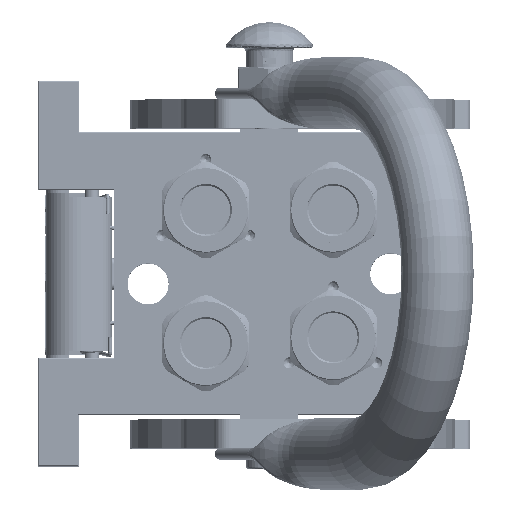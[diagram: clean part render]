
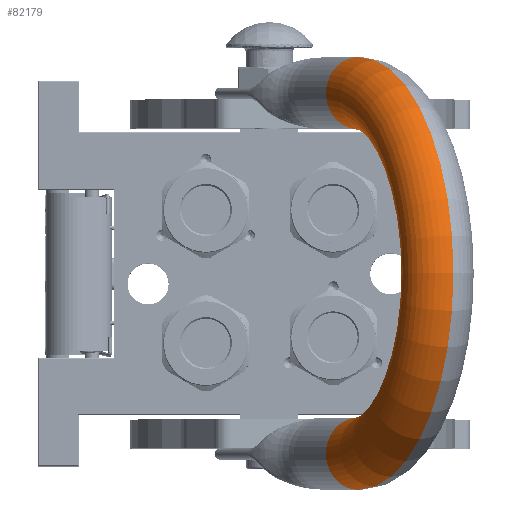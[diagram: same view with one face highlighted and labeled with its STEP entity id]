
A CAD part, top view. The second image highlights one B-rep face of the part: STEP entity #82179.
In plain terms, the highlighted toroidal (fillet/blend) face has major radius 62.25 mm and minor radius 12.5 mm.
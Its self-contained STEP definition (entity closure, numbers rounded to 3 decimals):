
#623 = DIRECTION ( 'NONE',  ( 0., 1., 0. ) ) ;
#1230 = EDGE_CURVE ( 'NONE', #21158, #125263, #95747, .T. ) ;
#9721 = DIRECTION ( 'NONE',  ( 0., 0., 1. ) ) ;
#13264 = CIRCLE ( 'NONE', #86493, 74.75 ) ;
#14293 = CARTESIAN_POINT ( 'NONE',  ( 49.75, 0., 25.25 ) ) ;
#17740 = ORIENTED_EDGE ( 'NONE', *, *, #79997, .T. ) ;
#18350 = DIRECTION ( 'NONE',  ( 0., 1., 0. ) ) ;
#18733 = AXIS2_PLACEMENT_3D ( 'NONE', #39784, #623, #126307 ) ;
#19888 = DIRECTION ( 'NONE',  ( 0., 1., 0. ) ) ;
#21158 = VERTEX_POINT ( 'NONE', #75180 ) ;
#21824 = VERTEX_POINT ( 'NONE', #64354 ) ;
#27628 = CARTESIAN_POINT ( 'NONE',  ( 0., 0., 25.25 ) ) ;
#34310 = ORIENTED_EDGE ( 'NONE', *, *, #1230, .T. ) ;
#37575 = DIRECTION ( 'NONE',  ( -1., 0., 0. ) ) ;
#39784 = CARTESIAN_POINT ( 'NONE',  ( 0., 0., 25.25 ) ) ;
#40557 = ORIENTED_EDGE ( 'NONE', *, *, #43318, .F. ) ;
#43318 = EDGE_CURVE ( 'NONE', #21824, #116823, #13264, .T. ) ;
#48994 = DIRECTION ( 'NONE',  ( -1., 0., 0. ) ) ;
#58286 = DIRECTION ( 'NONE',  ( 1., 0., 0. ) ) ;
#58435 = CARTESIAN_POINT ( 'NONE',  ( 0., 0., 25.25 ) ) ;
#64354 = CARTESIAN_POINT ( 'NONE',  ( -74.75, 0., 25.25 ) ) ;
#68171 = CARTESIAN_POINT ( 'NONE',  ( -62.25, 0., 25.25 ) ) ;
#71055 = ORIENTED_EDGE ( 'NONE', *, *, #82199, .F. ) ;
#71938 = AXIS2_PLACEMENT_3D ( 'NONE', #106913, #115378, #76671 ) ;
#74283 = FACE_OUTER_BOUND ( 'NONE', #91563, .T. ) ;
#75180 = CARTESIAN_POINT ( 'NONE',  ( -49.75, 0., 25.25 ) ) ;
#76671 = DIRECTION ( 'NONE',  ( 1., 0., 0. ) ) ;
#79997 = EDGE_CURVE ( 'NONE', #21824, #21158, #104290, .T. ) ;
#82179 = ADVANCED_FACE ( 'NONE', ( #74283 ), #89612, .T. ) ;
#82199 = EDGE_CURVE ( 'NONE', #116823, #125263, #112398, .T. ) ;
#86042 = CARTESIAN_POINT ( 'NONE',  ( 74.75, 0., 25.25 ) ) ;
#86493 = AXIS2_PLACEMENT_3D ( 'NONE', #58435, #18350, #37575 ) ;
#87427 = AXIS2_PLACEMENT_3D ( 'NONE', #27628, #19888, #58286 ) ;
#89612 = TOROIDAL_SURFACE ( 'NONE', #87427, 62.25, 12.5 ) ;
#91563 = EDGE_LOOP ( 'NONE', ( #34310, #71055, #40557, #17740 ) ) ;
#95747 = CIRCLE ( 'NONE', #18733, 49.75 ) ;
#104290 = CIRCLE ( 'NONE', #120613, 12.5 ) ;
#106913 = CARTESIAN_POINT ( 'NONE',  ( 62.25, 0., 25.25 ) ) ;
#112398 = CIRCLE ( 'NONE', #71938, 12.5 ) ;
#115378 = DIRECTION ( 'NONE',  ( 0., 0., -1. ) ) ;
#116823 = VERTEX_POINT ( 'NONE', #86042 ) ;
#120613 = AXIS2_PLACEMENT_3D ( 'NONE', #68171, #9721, #48994 ) ;
#125263 = VERTEX_POINT ( 'NONE', #14293 ) ;
#126307 = DIRECTION ( 'NONE',  ( -1., 0., 0. ) ) ;
